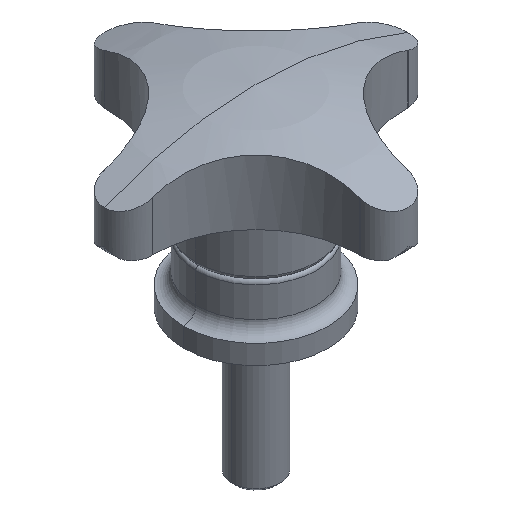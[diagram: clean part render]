
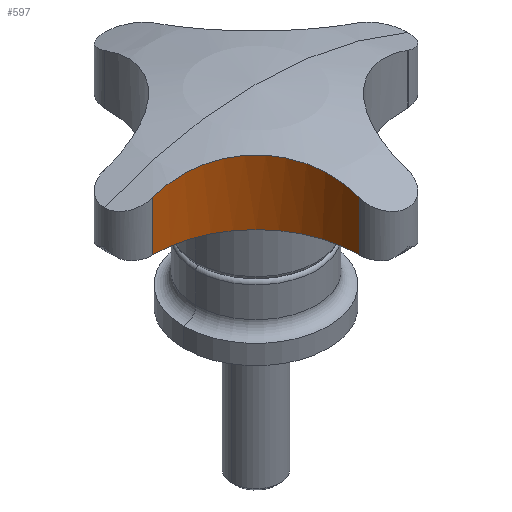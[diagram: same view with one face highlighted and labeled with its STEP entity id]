
A CAD part, isometric view. The second image highlights one B-rep face of the part: STEP entity #597.
In plain terms, the highlighted cylindrical face has radius 21 mm (diameter 42 mm), a partial arc.
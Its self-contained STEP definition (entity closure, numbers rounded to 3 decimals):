
#285=EDGE_CURVE('',#327,#485,#727,.T.);
#287=EDGE_CURVE('',#415,#589,#729,.T.);
#327=VERTEX_POINT('',#772);
#333=EDGE_CURVE('',#327,#589,#778,.T.);
#415=VERTEX_POINT('',#869);
#485=VERTEX_POINT('',#946);
#589=VERTEX_POINT('',#1055);
#597=ADVANCED_FACE('',(#1064),#1065,.F.);
#645=EDGE_CURVE('',#485,#415,#1121,.T.);
#727=CIRCLE('',#1223,21.0);
#729=B_SPLINE_CURVE_WITH_KNOTS('',3,(#1226,#1227,#1228,#1229,#1230,#1231,#1232,#1233,#1234,#1235,#1236,#1237,#1238,#1239,#1240,#1241,#1242,#1243,#1244,#1245,#1246,#1247),.UNSPECIFIED.,.F.,.F.,(4,2,2,2,2,2,2,2,2,2,4),(24.539,26.326,29.873,33.288,36.702,40.117,43.532,47.042,50.552,54.063,57.573),.UNSPECIFIED.);
#772=CARTESIAN_POINT('',(-4.999,-26.403,25.0));
#778=LINE('',#1379,#1380);
#869=CARTESIAN_POINT('',(-26.403,-4.999,35.352));
#946=CARTESIAN_POINT('',(-26.403,-4.999,25.0));
#1055=CARTESIAN_POINT('',(-4.999,-26.403,35.352));
#1064=FACE_OUTER_BOUND('',#2007,.T.);
#1065=CYLINDRICAL_SURFACE('',#2008,21.0);
#1121=LINE('',#2112,#2113);
#1223=AXIS2_PLACEMENT_3D('',#2239,#2240,#2241);
#1226=CARTESIAN_POINT('',(-26.403,-4.999,35.352));
#1227=CARTESIAN_POINT('',(-25.803,-4.987,35.563));
#1228=CARTESIAN_POINT('',(-25.202,-5.002,35.764));
#1229=CARTESIAN_POINT('',(-23.42,-5.12,36.334));
#1230=CARTESIAN_POINT('',(-22.25,-5.3,36.67));
#1231=CARTESIAN_POINT('',(-20.06,-5.821,37.233));
#1232=CARTESIAN_POINT('',(-18.957,-6.174,37.485));
#1233=CARTESIAN_POINT('',(-16.782,-7.087,37.908));
#1234=CARTESIAN_POINT('',(-15.71,-7.647,38.078));
#1235=CARTESIAN_POINT('',(-13.673,-8.947,38.323));
#1236=CARTESIAN_POINT('',(-12.708,-9.689,38.397));
#1237=CARTESIAN_POINT('',(-10.943,-11.303,38.447));
#1238=CARTESIAN_POINT('',(-10.143,-12.175,38.423));
#1239=CARTESIAN_POINT('',(-8.724,-13.991,38.291));
#1240=CARTESIAN_POINT('',(-8.06,-15.003,38.176));
#1241=CARTESIAN_POINT('',(-6.91,-17.15,37.844));
#1242=CARTESIAN_POINT('',(-6.423,-18.286,37.627));
#1243=CARTESIAN_POINT('',(-5.661,-20.607,37.103));
#1244=CARTESIAN_POINT('',(-5.385,-21.794,36.795));
#1245=CARTESIAN_POINT('',(-5.044,-24.14,36.114));
#1246=CARTESIAN_POINT('',(-4.978,-25.299,35.74));
#1247=CARTESIAN_POINT('',(-4.999,-26.403,35.352));
#1379=CARTESIAN_POINT('',(-4.999,-26.403,25.0));
#1380=VECTOR('',#2289,1.0);
#2007=EDGE_LOOP('',(#2583,#2584,#2585,#2586));
#2008=AXIS2_PLACEMENT_3D('',#2587,#2588,#2589);
#2112=CARTESIAN_POINT('',(-26.403,-4.999,25.0));
#2113=VECTOR('',#2666,1.0);
#2239=CARTESIAN_POINT('',(-25.995,-25.995,25.0));
#2240=DIRECTION('',(0.,0.,1.0));
#2241=DIRECTION('',(1.,-0.019,0.));
#2289=DIRECTION('',(0.0,0.0,1.0));
#2583=ORIENTED_EDGE('',*,*,#287,.F.);
#2584=ORIENTED_EDGE('',*,*,#645,.F.);
#2585=ORIENTED_EDGE('',*,*,#285,.F.);
#2586=ORIENTED_EDGE('',*,*,#333,.T.);
#2587=CARTESIAN_POINT('',(-25.995,-25.995,25.0));
#2588=DIRECTION('',(-0.0,-0.0,-1.0));
#2589=DIRECTION('',(1.,-0.019,0.0));
#2666=DIRECTION('',(0.0,0.0,1.0));
